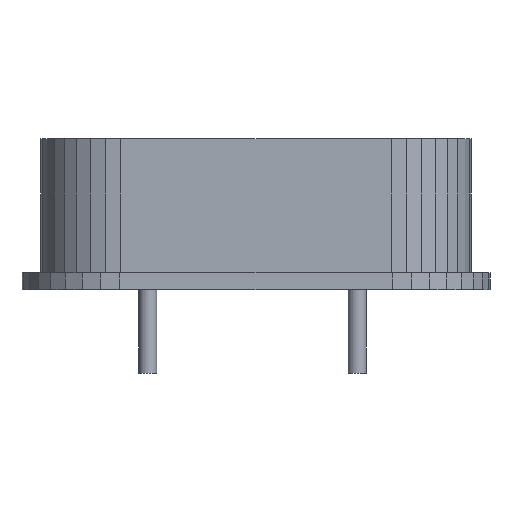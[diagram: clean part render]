
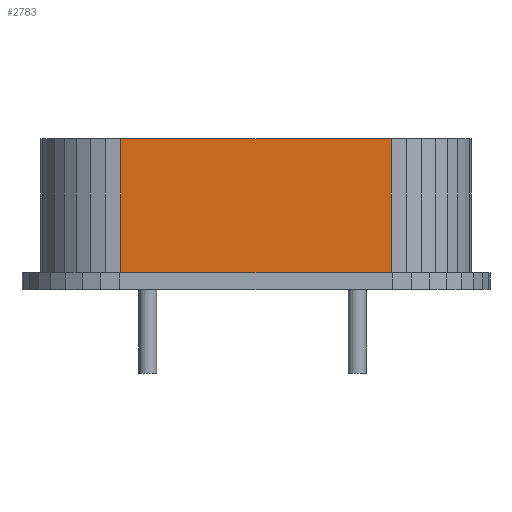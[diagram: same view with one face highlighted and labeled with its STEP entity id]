
A CAD part, front view. The second image highlights one B-rep face of the part: STEP entity #2783.
In plain terms, the highlighted planar face has unit normal (0.001, -1, 0).
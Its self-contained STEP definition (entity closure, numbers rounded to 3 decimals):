
#1051 = CARTESIAN_POINT ( 'NONE',  ( -3.225, -1.922, 0. ) ) ;
#1142 = CARTESIAN_POINT ( 'NONE',  ( 3.225, -1.913, 3.6 ) ) ;
#1143 = CARTESIAN_POINT ( 'NONE',  ( 3.225, -1.913, 0. ) ) ;
#1144 = DIRECTION ( 'NONE',  ( 0., 0., 1. ) ) ;
#1145 = VECTOR ( 'NONE', #1144, 1000. ) ;
#1146 = CARTESIAN_POINT ( 'NONE',  ( 3.225, -1.913, 0. ) ) ;
#1231 = CARTESIAN_POINT ( 'NONE',  ( -3.225, -1.922, 3.6 ) ) ;
#1232 = DIRECTION ( 'NONE',  ( 0., 0., -1. ) ) ;
#1233 = VECTOR ( 'NONE', #1232, 1000. ) ;
#1234 = CARTESIAN_POINT ( 'NONE',  ( -3.225, -1.922, 0. ) ) ;
#1240 = LINE ( 'NONE', #1234, #1233 ) ;
#1241 = LINE ( 'NONE', #1146, #1145 ) ;
#1309 = DIRECTION ( 'NONE',  ( 1., 0.001, 0. ) ) ;
#1310 = VECTOR ( 'NONE', #1309, 1000. ) ;
#1311 = CARTESIAN_POINT ( 'NONE',  ( -3.225, -1.922, 3.6 ) ) ;
#1312 = LINE ( 'NONE', #1311, #1310 ) ;
#1313 = DIRECTION ( 'NONE',  ( 1., 0.001, 0. ) ) ;
#1314 = DIRECTION ( 'NONE',  ( 0.001, -1., 0. ) ) ;
#1315 = CARTESIAN_POINT ( 'NONE',  ( 3.225, -1.913, 0. ) ) ;
#1316 = AXIS2_PLACEMENT_3D ( 'NONE', #1315, #1314, #1313 ) ;
#1317 = PLANE ( 'NONE',  #1316 ) ;
#1318 = FACE_OUTER_BOUND ( 'NONE', #2784, .T. ) ;
#1632 = DIRECTION ( 'NONE',  ( 1., 0.001, 0. ) ) ;
#1633 = VECTOR ( 'NONE', #1632, 1000. ) ;
#1634 = CARTESIAN_POINT ( 'NONE',  ( 3.225, -1.913, 0. ) ) ;
#1635 = LINE ( 'NONE', #1634, #1633 ) ;
#2407 = VERTEX_POINT ( 'NONE', #1051 ) ;
#2414 = EDGE_CURVE ( 'NONE', #2415, #2407, #1240, .T. ) ;
#2415 = VERTEX_POINT ( 'NONE', #1231 ) ;
#2490 = EDGE_CURVE ( 'NONE', #2491, #2492, #1241, .T. ) ;
#2491 = VERTEX_POINT ( 'NONE', #1143 ) ;
#2492 = VERTEX_POINT ( 'NONE', #1142 ) ;
#2783 = ADVANCED_FACE ( 'NONE', ( #1318 ), #1317, .T. ) ;
#2784 = EDGE_LOOP ( 'NONE', ( #2785, #2786, #2787, #2788 ) ) ;
#2785 = ORIENTED_EDGE ( 'NONE', *, *, #2414, .T. ) ;
#2786 = ORIENTED_EDGE ( 'NONE', *, *, #2862, .T. ) ;
#2787 = ORIENTED_EDGE ( 'NONE', *, *, #2490, .T. ) ;
#2788 = ORIENTED_EDGE ( 'NONE', *, *, #2789, .F. ) ;
#2789 = EDGE_CURVE ( 'NONE', #2415, #2492, #1312, .T. ) ;
#2862 = EDGE_CURVE ( 'NONE', #2407, #2491, #1635, .T. ) ;
